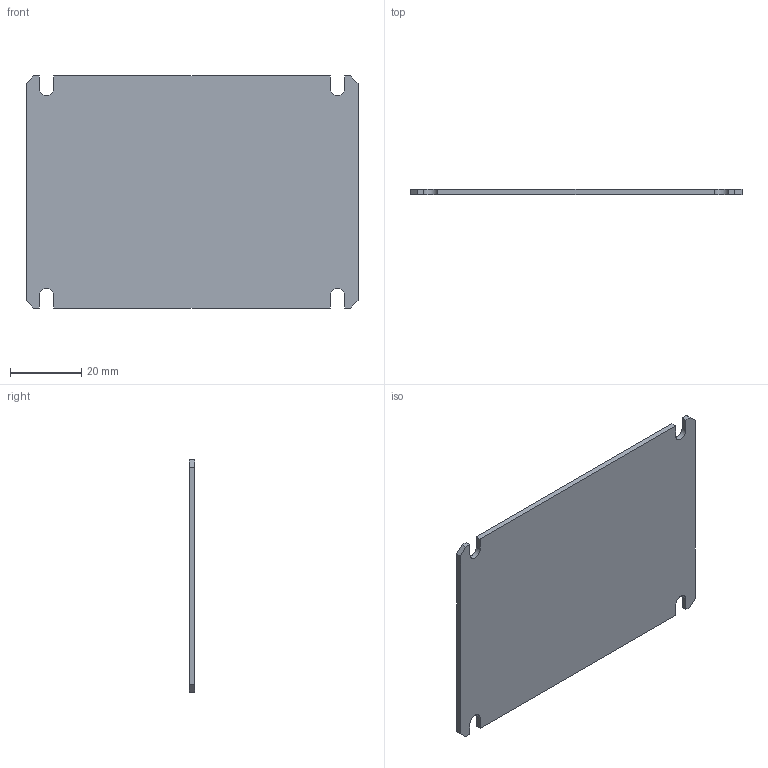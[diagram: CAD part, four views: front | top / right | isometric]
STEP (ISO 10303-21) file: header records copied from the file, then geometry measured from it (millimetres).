
FILE_DESCRIPTION((''),'2;1');
FILE_NAME('DMP0812_','2009-02-09T',('pavel_leivo'),(''),'PRO/ENGINEER BY PARAMETRIC TECHNOLOGY CORPORATION, 2008250','PRO/ENGINEER BY PARAMETRIC TECHNOLOGY CORPORATION, 2008250','');
FILE_SCHEMA(('AUTOMOTIVE_DESIGN_CC2 { 1 2 10303 214 -1 1 5 2 }'));
Length unit declared in the file: millimetre
Products named in the file (1): DMP0812_
Bounding box: 93 x 1.5 x 65 mm (x, y, z)
Volume: 8933.8 mm3; surface area: 12434.4 mm2
Topology: 1 solids, 1 shells, 26 faces, 72 edges, 48 vertices
Faces by surface type: plane 22, cylinder 4
Entity records: 1037 total; most frequent: COLOUR_RGB 200, CARTESIAN_POINT 146, ORIENTED_EDGE 144, DIRECTION 132, EDGE_CURVE 72, VECTOR 64, LINE 64, VERTEX_POINT 48
